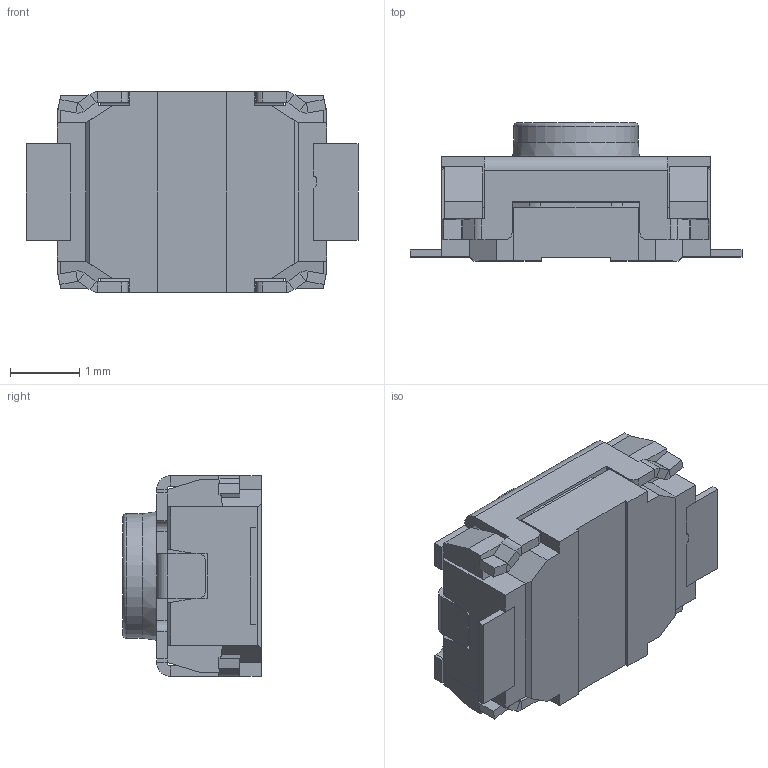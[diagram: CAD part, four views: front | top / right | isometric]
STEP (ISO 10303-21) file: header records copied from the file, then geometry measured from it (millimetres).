
FILE_DESCRIPTION(/* description */ (''),/* implementation_level */ '2;1');
FILE_NAME(/* name */ 'SKRK_AE.step',/* time_stamp */ '2024-05-30T13:51:20-07:00',/* author */ (''),/* organization */ (''),/* preprocessor_version */ 'ST-DEVELOPER v20',/* originating_system */ 'Autodesk Translation Framework v13.14.0.145',/* authorisation */ '');
FILE_SCHEMA (('AUTOMOTIVE_DESIGN { 1 0 10303 214 3 1 1 }'));
Length unit declared in the file: millimetre
Products named in the file (1): (Unsaved)
Bounding box: 4.8 x 2 x 2.9 mm (x, y, z)
Volume: 16.2 mm3; surface area: 64.4 mm2
Topology: 1 solids, 1 shells, 274 faces, 737 edges, 451 vertices
Faces by surface type: plane 230, cylinder 42, torus 1, cone 1
Full cylindrical faces by diameter (mm): 1.8 x1, 2.2 x1
Entity records: 8402 total; most frequent: CARTESIAN_POINT 1475, ORIENTED_EDGE 1474, DIRECTION 1368, EDGE_CURVE 737, LINE 648, VECTOR 648, VERTEX_POINT 451, AXIS2_PLACEMENT_3D 360
